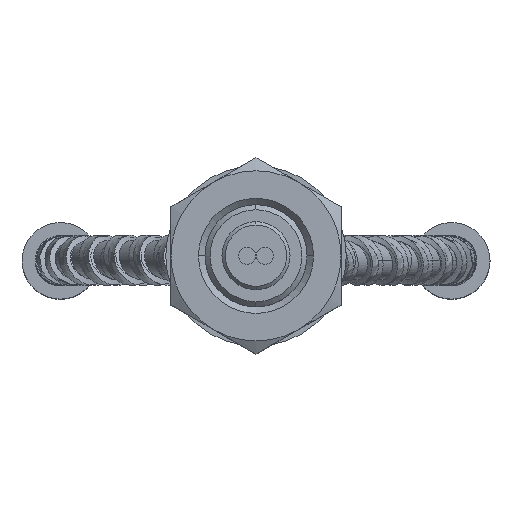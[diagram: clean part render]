
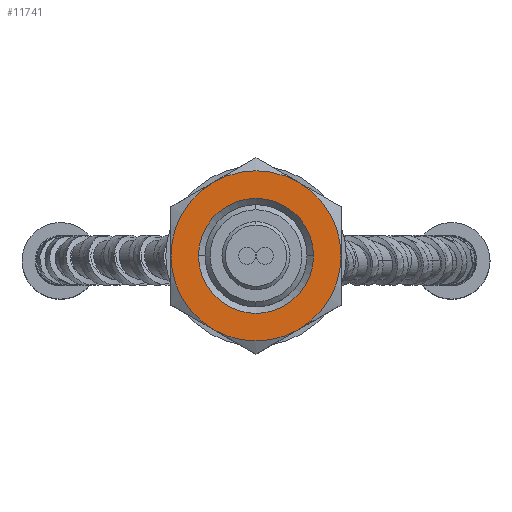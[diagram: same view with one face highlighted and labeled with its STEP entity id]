
A CAD part, top view. The second image highlights one B-rep face of the part: STEP entity #11741.
In plain terms, the highlighted planar face has unit normal (0, 0, 1).
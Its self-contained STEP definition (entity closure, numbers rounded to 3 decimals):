
#596=CARTESIAN_POINT('',(0.,0.,-7.9));
#597=DIRECTION('',(0.,0.,-1.));
#598=DIRECTION('',(-0.5,0.866,0.));
#599=AXIS2_PLACEMENT_3D('',#596,#597,#598);
#601=CARTESIAN_POINT('',(0.,0.,-7.9));
#602=DIRECTION('',(0.,0.,-1.));
#603=DIRECTION('',(0.5,0.866,0.));
#604=AXIS2_PLACEMENT_3D('',#601,#602,#603);
#606=CARTESIAN_POINT('',(0.,0.,-7.9));
#607=DIRECTION('',(0.,0.,-1.));
#608=DIRECTION('',(1.,0.,0.));
#609=AXIS2_PLACEMENT_3D('',#606,#607,#608);
#611=CARTESIAN_POINT('',(0.,0.,-7.9));
#612=DIRECTION('',(0.,0.,-1.));
#613=DIRECTION('',(0.5,-0.866,0.));
#614=AXIS2_PLACEMENT_3D('',#611,#612,#613);
#616=CARTESIAN_POINT('',(0.,0.,-7.9));
#617=DIRECTION('',(0.,0.,-1.));
#618=DIRECTION('',(-0.5,-0.866,0.));
#619=AXIS2_PLACEMENT_3D('',#616,#617,#618);
#621=CARTESIAN_POINT('',(0.,0.,-7.9));
#622=DIRECTION('',(0.,0.,-1.));
#623=DIRECTION('',(-1.,0.,0.));
#624=AXIS2_PLACEMENT_3D('',#621,#622,#623);
#626=CARTESIAN_POINT('',(0.,0.,-7.9));
#627=DIRECTION('',(0.,0.,1.));
#628=DIRECTION('',(-1.,0.,0.));
#629=AXIS2_PLACEMENT_3D('',#626,#627,#628);
#631=CARTESIAN_POINT('',(0.,0.,-7.9));
#632=DIRECTION('',(0.,0.,1.));
#633=DIRECTION('',(1.,0.,0.));
#634=AXIS2_PLACEMENT_3D('',#631,#632,#633);
#752=CARTESIAN_POINT('',(5.,0.,
-7.9));
#787=CARTESIAN_POINT('',(2.5,-4.33,-7.9));
#9261=VERTEX_POINT('',#787);
#9262=VERTEX_POINT('',#752);
#9264=CARTESIAN_POINT('',(2.5,4.33,-7.9));
#9265=VERTEX_POINT('',#9264);
#9266=CARTESIAN_POINT('',(-2.5,-4.33,-7.9));
#9267=CARTESIAN_POINT('',(-5.,0.,-7.9));
#9268=VERTEX_POINT('',#9266);
#9269=VERTEX_POINT('',#9267);
#9271=CARTESIAN_POINT('',(-2.5,4.33,-7.9));
#9272=VERTEX_POINT('',#9271);
#9275=CARTESIAN_POINT('',(-3.38,0.,-7.9));
#9276=CARTESIAN_POINT('',(3.38,0.,-7.9));
#9277=VERTEX_POINT('',#9275);
#9278=VERTEX_POINT('',#9276);
#11718=CARTESIAN_POINT('',(0.,0.,-7.9));
#11719=DIRECTION('',(0.,0.,1.));
#11720=DIRECTION('',(-1.,0.,0.));
#11721=AXIS2_PLACEMENT_3D('',#11718,#11719,#11720);
#11722=PLANE('',#11721);
#11724=ORIENTED_EDGE('',*,*,#11723,.T.);
#11726=ORIENTED_EDGE('',*,*,#11725,.T.);
#11728=ORIENTED_EDGE('',*,*,#11727,.T.);
#11730=ORIENTED_EDGE('',*,*,#11729,.T.);
#11732=ORIENTED_EDGE('',*,*,#11731,.T.);
#11734=ORIENTED_EDGE('',*,*,#11733,.T.);
#11735=EDGE_LOOP('',(#11724,#11726,#11728,#11730,#11732,#11734));
#11736=FACE_OUTER_BOUND('',#11735,.F.);
#11737=ORIENTED_EDGE('',*,*,#11696,.T.);
#11738=ORIENTED_EDGE('',*,*,#11712,.T.);
#11739=EDGE_LOOP('',(#11737,#11738));
#11740=FACE_BOUND('',#11739,.F.);
#11741=ADVANCED_FACE('',(#11736,#11740),#11722,.T.);
#600=CIRCLE('',#599,5.);
#605=CIRCLE('',#604,5.);
#610=CIRCLE('',#609,5.);
#615=CIRCLE('',#614,5.);
#620=CIRCLE('',#619,5.);
#625=CIRCLE('',#624,5.);
#630=CIRCLE('',#629,3.38);
#635=CIRCLE('',#634,3.38);
#11696=EDGE_CURVE('',#9277,#9278,#630,.T.);
#11712=EDGE_CURVE('',#9278,#9277,#635,.T.);
#11723=EDGE_CURVE('',#9272,#9265,#600,.T.);
#11725=EDGE_CURVE('',#9265,#9262,#605,.T.);
#11727=EDGE_CURVE('',#9262,#9261,#610,.T.);
#11729=EDGE_CURVE('',#9261,#9268,#615,.T.);
#11731=EDGE_CURVE('',#9268,#9269,#620,.T.);
#11733=EDGE_CURVE('',#9269,#9272,#625,.T.);
